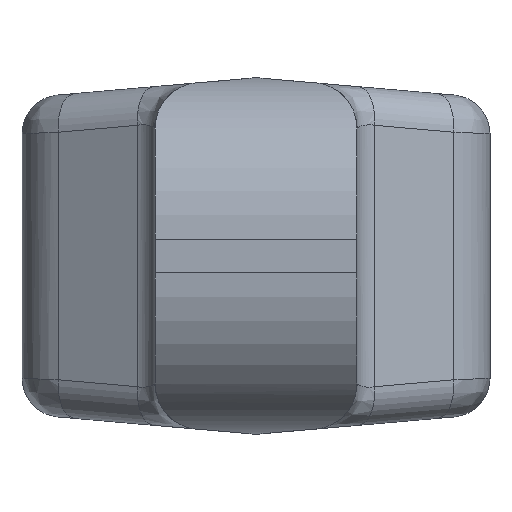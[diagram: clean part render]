
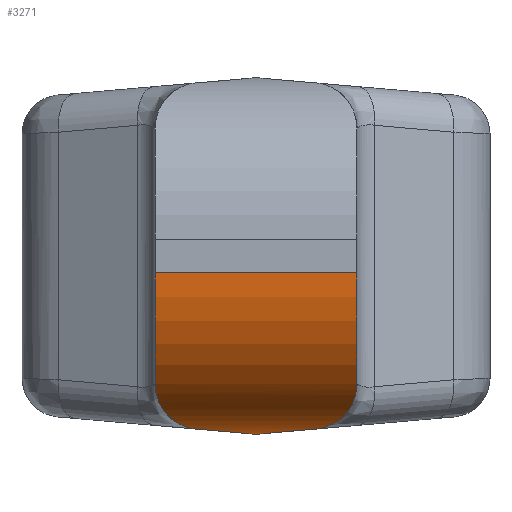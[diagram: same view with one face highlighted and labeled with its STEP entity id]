
A CAD part, left-side view. The second image highlights one B-rep face of the part: STEP entity #3271.
In plain terms, the highlighted cylindrical face has radius 12.7 mm (diameter 25.4 mm), a partial arc.
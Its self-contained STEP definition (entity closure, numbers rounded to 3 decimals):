
#98 = CARTESIAN_POINT ( 'NONE',  ( -28.657, 4.853, -13.605 ) ) ;
#122 = CARTESIAN_POINT ( 'NONE',  ( -31.279, 6.904, -12.591 ) ) ;
#145 = CARTESIAN_POINT ( 'NONE',  ( -30.473, 6.45, -12.976 ) ) ;
#153 = EDGE_LOOP ( 'NONE', ( #1157, #2361, #2658, #1329, #2093, #738, #3510 ) ) ;
#231 = CARTESIAN_POINT ( 'NONE',  ( -28.744, -4.996, -13.582 ) ) ;
#256 = CARTESIAN_POINT ( 'NONE',  ( -29.677, -5.917, -13.291 ) ) ;
#289 = EDGE_CURVE ( 'NONE', #1246, #2699, #2027, .T. ) ;
#312 = CARTESIAN_POINT ( 'NONE',  ( -38.1, 7.937, -1.329 ) ) ;
#350 = CARTESIAN_POINT ( 'NONE',  ( -25.4, 0., -14.029 ) ) ;
#366 = VECTOR ( 'NONE', #3414, 1000. ) ;
#420 = CARTESIAN_POINT ( 'NONE',  ( -28.743, 4.994, -13.582 ) ) ;
#446 = FACE_OUTER_BOUND ( 'NONE', #153, .T. ) ;
#466 = CARTESIAN_POINT ( 'NONE',  ( -28.603, -4.691, -13.619 ) ) ;
#533 = CARTESIAN_POINT ( 'NONE',  ( -32.617, -7.507, -11.784 ) ) ;
#563 = CARTESIAN_POINT ( 'NONE',  ( -28.603, 4.691, -13.619 ) ) ;
#598 = CARTESIAN_POINT ( 'NONE',  ( -25.4, 7.937, -1.329 ) ) ;
#602 = CARTESIAN_POINT ( 'NONE',  ( -27.555, -1.572, -13.892 ) ) ;
#609 = CARTESIAN_POINT ( 'NONE',  ( -25.4, 0., -14.029 ) ) ;
#612 = DIRECTION ( 'NONE',  ( 0., 1., 0. ) ) ;
#678 = AXIS2_PLACEMENT_3D ( 'NONE', #3171, #2920, #2888 ) ;
#690 = CARTESIAN_POINT ( 'NONE',  ( -32.083, -7.289, -12.134 ) ) ;
#691 = CARTESIAN_POINT ( 'NONE',  ( -33.649, 7.84, -11.007 ) ) ;
#716 = CARTESIAN_POINT ( 'NONE',  ( -32.079, 7.288, -12.136 ) ) ;
#738 = ORIENTED_EDGE ( 'NONE', *, *, #2737, .T. ) ;
#768 = VERTEX_POINT ( 'NONE', #312 ) ;
#775 = CARTESIAN_POINT ( 'NONE',  ( -28.603, 4.691, -13.619 ) ) ;
#803 = B_SPLINE_CURVE_WITH_KNOTS ( 'NONE', 3,
 ( #2371, #2346, #231, #2067, #2956, #1760, #256, #2078, #1145, #2680, #3263, #3658, #690, #533, #1775, #833, #1793, #1784 ),
 .UNSPECIFIED., .F., .F.,
 ( 4, 2, 2, 2, 2, 2, 2, 2, 4 ),
 ( 0., 0.001, 0.001, 0.002, 0.003, 0.004, 0.005, 0.006, 0.008 ),
 .UNSPECIFIED. ) ;
#833 = CARTESIAN_POINT ( 'NONE',  ( -33.65, -7.84, -11.007 ) ) ;
#883 = EDGE_CURVE ( 'NONE', #768, #2312, #1140, .T. ) ;
#903 =( BOUNDED_CURVE ( )  B_SPLINE_CURVE ( 3, ( #609, #3296, #1185, #563 ),
 .UNSPECIFIED., .F., .F. ) 
 B_SPLINE_CURVE_WITH_KNOTS ( ( 4, 4 ),
 ( 0., 0.255 ),
 .UNSPECIFIED. ) 
 CURVE ( )  GEOMETRIC_REPRESENTATION_ITEM ( )  RATIONAL_B_SPLINE_CURVE ( ( 1., 0.995, 0.995, 1. ) ) 
 REPRESENTATION_ITEM ( '' )  );
#918 = CARTESIAN_POINT ( 'NONE',  ( -28.603, -4.691, -13.619 ) ) ;
#979 = VERTEX_POINT ( 'NONE', #2152 ) ;
#1000 = CARTESIAN_POINT ( 'NONE',  ( -30.203, 6.281, -13.09 ) ) ;
#1024 = CARTESIAN_POINT ( 'NONE',  ( -28.945, 5.26, -13.525 ) ) ;
#1046 = EDGE_CURVE ( 'NONE', #2312, #2252, #2227, .T. ) ;
#1080 = CARTESIAN_POINT ( 'NONE',  ( -38.1, -7.937, -1.329 ) ) ;
#1140 = CIRCLE ( 'NONE', #3854, 12.7 ) ;
#1145 = CARTESIAN_POINT ( 'NONE',  ( -30.474, -6.451, -12.975 ) ) ;
#1157 = ORIENTED_EDGE ( 'NONE', *, *, #883, .T. ) ;
#1185 = CARTESIAN_POINT ( 'NONE',  ( -27.555, 1.572, -13.892 ) ) ;
#1211 = VERTEX_POINT ( 'NONE', #1080 ) ;
#1232 = CARTESIAN_POINT ( 'NONE',  ( -26.482, 0., -14.029 ) ) ;
#1246 = VERTEX_POINT ( 'NONE', #466 ) ;
#1280 = CARTESIAN_POINT ( 'NONE',  ( -34.608, 7.937, -10.077 ) ) ;
#1309 = CARTESIAN_POINT ( 'NONE',  ( -32.608, 7.504, -11.79 ) ) ;
#1329 = ORIENTED_EDGE ( 'NONE', *, *, #289, .F. ) ;
#1584 = CARTESIAN_POINT ( 'NONE',  ( -31.813, 7.167, -12.296 ) ) ;
#1647 = AXIS2_PLACEMENT_3D ( 'NONE', #3661, #612, #3651 ) ;
#1760 = CARTESIAN_POINT ( 'NONE',  ( -29.419, -5.72, -13.379 ) ) ;
#1775 = CARTESIAN_POINT ( 'NONE',  ( -32.88, -7.603, -11.598 ) ) ;
#1784 = CARTESIAN_POINT ( 'NONE',  ( -34.608, -7.937, -10.077 ) ) ;
#1793 = CARTESIAN_POINT ( 'NONE',  ( -34.14, -7.938, -10.569 ) ) ;
#1915 = CARTESIAN_POINT ( 'NONE',  ( -31.01, 6.761, -12.727 ) ) ;
#2027 =( BOUNDED_CURVE ( )  B_SPLINE_CURVE ( 3, ( #918, #602, #1232, #2132 ),
 .UNSPECIFIED., .F., .F. ) 
 B_SPLINE_CURVE_WITH_KNOTS ( ( 4, 4 ),
 ( 2.887, 3.142 ),
 .UNSPECIFIED. ) 
 CURVE ( )  GEOMETRIC_REPRESENTATION_ITEM ( )  RATIONAL_B_SPLINE_CURVE ( ( 1., 0.995, 0.995, 1. ) ) 
 REPRESENTATION_ITEM ( '' )  );
#2055 = CARTESIAN_POINT ( 'NONE',  ( -34.608, 7.937, -10.077 ) ) ;
#2067 = CARTESIAN_POINT ( 'NONE',  ( -28.948, -5.263, -13.524 ) ) ;
#2078 = CARTESIAN_POINT ( 'NONE',  ( -30.207, -6.284, -13.088 ) ) ;
#2091 = DIRECTION ( 'NONE',  ( 0., -1., 0. ) ) ;
#2093 = ORIENTED_EDGE ( 'NONE', *, *, #2436, .T. ) ;
#2132 = CARTESIAN_POINT ( 'NONE',  ( -25.4, 0., -14.029 ) ) ;
#2152 = CARTESIAN_POINT ( 'NONE',  ( -34.608, -7.937, -10.077 ) ) ;
#2169 = EDGE_CURVE ( 'NONE', #1211, #768, #2295, .T. ) ;
#2202 = CARTESIAN_POINT ( 'NONE',  ( -28.603, 4.691, -13.619 ) ) ;
#2227 = B_SPLINE_CURVE_WITH_KNOTS ( 'NONE', 3,
 ( #1280, #2521, #691, #3117, #1309, #716, #1584, #122, #1915, #145, #1000, #2807, #3768, #2836, #1024, #420, #98, #2202 ),
 .UNSPECIFIED., .F., .F.,
 ( 4, 2, 2, 2, 2, 2, 2, 2, 4 ),
 ( 0., 0.002, 0.003, 0.004, 0.005, 0.006, 0.007, 0.008, 0.008 ),
 .UNSPECIFIED. ) ;
#2252 = VERTEX_POINT ( 'NONE', #775 ) ;
#2295 = LINE ( 'NONE', #2515, #366 ) ;
#2312 = VERTEX_POINT ( 'NONE', #2055 ) ;
#2346 = CARTESIAN_POINT ( 'NONE',  ( -28.657, -4.854, -13.605 ) ) ;
#2361 = ORIENTED_EDGE ( 'NONE', *, *, #1046, .T. ) ;
#2371 = CARTESIAN_POINT ( 'NONE',  ( -28.603, -4.691, -13.619 ) ) ;
#2432 = CIRCLE ( 'NONE', #1647, 12.7 ) ;
#2436 = EDGE_CURVE ( 'NONE', #1246, #979, #803, .T. ) ;
#2515 = CARTESIAN_POINT ( 'NONE',  ( -38.1, 18.447, -1.329 ) ) ;
#2521 = CARTESIAN_POINT ( 'NONE',  ( -34.141, 7.937, -10.567 ) ) ;
#2654 = CYLINDRICAL_SURFACE ( 'NONE', #678, 12.7 ) ;
#2658 = ORIENTED_EDGE ( 'NONE', *, *, #2990, .F. ) ;
#2680 = CARTESIAN_POINT ( 'NONE',  ( -31.011, -6.761, -12.727 ) ) ;
#2681 = DIRECTION ( 'NONE',  ( 1., 0., 0. ) ) ;
#2699 = VERTEX_POINT ( 'NONE', #350 ) ;
#2737 = EDGE_CURVE ( 'NONE', #979, #1211, #2432, .T. ) ;
#2807 = CARTESIAN_POINT ( 'NONE',  ( -29.676, 5.916, -13.291 ) ) ;
#2836 = CARTESIAN_POINT ( 'NONE',  ( -29.059, 5.38, -13.492 ) ) ;
#2888 = DIRECTION ( 'NONE',  ( 1., 0., 0. ) ) ;
#2920 = DIRECTION ( 'NONE',  ( 0., -1., 0. ) ) ;
#2956 = CARTESIAN_POINT ( 'NONE',  ( -29.062, -5.383, -13.491 ) ) ;
#2990 = EDGE_CURVE ( 'NONE', #2699, #2252, #903, .T. ) ;
#3117 = CARTESIAN_POINT ( 'NONE',  ( -32.873, 7.6, -11.603 ) ) ;
#3171 = CARTESIAN_POINT ( 'NONE',  ( -25.4, 18.447, -1.329 ) ) ;
#3263 = CARTESIAN_POINT ( 'NONE',  ( -31.279, -6.904, -12.591 ) ) ;
#3271 = ADVANCED_FACE ( 'NONE', ( #446 ), #2654, .T. ) ;
#3296 = CARTESIAN_POINT ( 'NONE',  ( -26.482, 0., -14.029 ) ) ;
#3414 = DIRECTION ( 'NONE',  ( 0., 1., 0. ) ) ;
#3510 = ORIENTED_EDGE ( 'NONE', *, *, #2169, .T. ) ;
#3651 = DIRECTION ( 'NONE',  ( 1., 0., 0. ) ) ;
#3658 = CARTESIAN_POINT ( 'NONE',  ( -31.815, -7.168, -12.294 ) ) ;
#3661 = CARTESIAN_POINT ( 'NONE',  ( -25.4, -7.937, -1.329 ) ) ;
#3768 = CARTESIAN_POINT ( 'NONE',  ( -29.416, 5.718, -13.38 ) ) ;
#3854 = AXIS2_PLACEMENT_3D ( 'NONE', #598, #2091, #2681 ) ;
